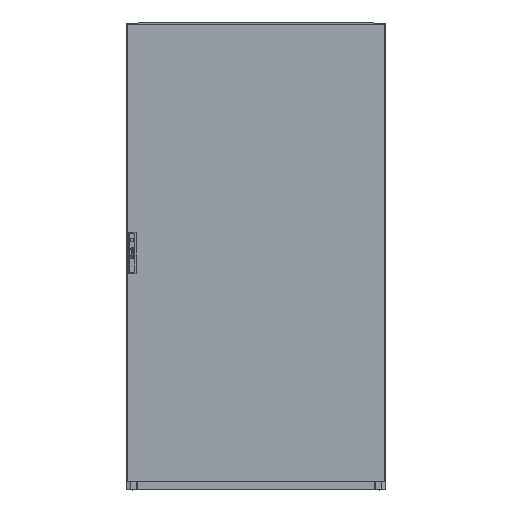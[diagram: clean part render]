
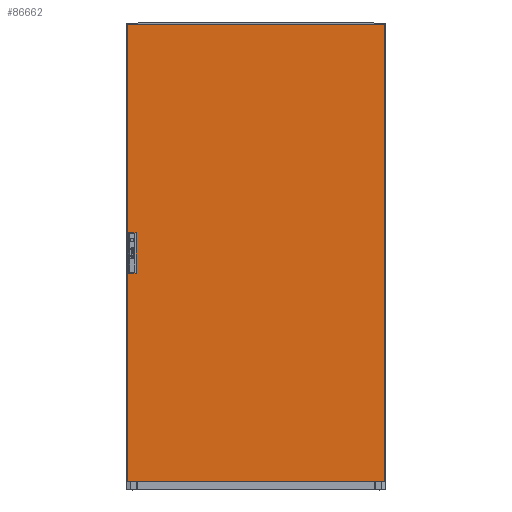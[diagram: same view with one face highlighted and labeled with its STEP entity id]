
A CAD part, top view. The second image highlights one B-rep face of the part: STEP entity #86662.
In plain terms, the highlighted planar face has unit normal (0, 0, 1).
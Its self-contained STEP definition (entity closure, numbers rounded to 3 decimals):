
#255 = VECTOR ( 'NONE', #97198, 1000. ) ;
#1075 = LINE ( 'NONE', #95878, #99899 ) ;
#2274 = CARTESIAN_POINT ( 'NONE',  ( 0., 0., 0. ) ) ;
#3270 = LINE ( 'NONE', #120723, #102109 ) ;
#4423 = VERTEX_POINT ( 'NONE', #76131 ) ;
#6471 = VECTOR ( 'NONE', #38057, 1000. ) ;
#6482 = CARTESIAN_POINT ( 'NONE',  ( -497., 883.5, 0. ) ) ;
#7942 = AXIS2_PLACEMENT_3D ( 'NONE', #2274, #11879, #78809 ) ;
#11879 = DIRECTION ( 'NONE',  ( 0., 0., 1. ) ) ;
#13639 = DIRECTION ( 'NONE',  ( 0., -1., 0. ) ) ;
#17139 = VERTEX_POINT ( 'NONE', #44942 ) ;
#18348 = LINE ( 'NONE', #109660, #117199 ) ;
#19747 = DIRECTION ( 'NONE',  ( 1., 0., 0. ) ) ;
#20614 = FACE_OUTER_BOUND ( 'NONE', #37483, .T. ) ;
#21603 = VERTEX_POINT ( 'NONE', #42495 ) ;
#22706 = CARTESIAN_POINT ( 'NONE',  ( -463., 78.5, 0. ) ) ;
#22868 = EDGE_CURVE ( 'NONE', #122916, #106996, #79578, .T. ) ;
#23588 = LINE ( 'NONE', #37649, #71440 ) ;
#25097 = ORIENTED_EDGE ( 'NONE', *, *, #103395, .F. ) ;
#27528 = CARTESIAN_POINT ( 'NONE',  ( -497., 883.5, 0. ) ) ;
#28757 = VECTOR ( 'NONE', #75143, 1000. ) ;
#30778 = PLANE ( 'NONE',  #7942 ) ;
#37483 = EDGE_LOOP ( 'NONE', ( #63521, #118826, #114578, #91026 ) ) ;
#37649 = CARTESIAN_POINT ( 'NONE',  ( -497., -883.5, 0. ) ) ;
#38057 = DIRECTION ( 'NONE',  ( 0., 1., 0. ) ) ;
#38387 = CARTESIAN_POINT ( 'NONE',  ( -463., -78.5, 0. ) ) ;
#41974 = EDGE_CURVE ( 'NONE', #58412, #106085, #18348, .T. ) ;
#42495 = CARTESIAN_POINT ( 'NONE',  ( 497., 883.5, 0. ) ) ;
#44942 = CARTESIAN_POINT ( 'NONE',  ( -493.4, -78.5, 0. ) ) ;
#56992 = EDGE_CURVE ( 'NONE', #106996, #73780, #23588, .T. ) ;
#57352 = LINE ( 'NONE', #95372, #6471 ) ;
#57753 = ORIENTED_EDGE ( 'NONE', *, *, #119677, .F. ) ;
#58412 = VERTEX_POINT ( 'NONE', #22706 ) ;
#62789 = EDGE_CURVE ( 'NONE', #21603, #122916, #115538, .T. ) ;
#63521 = ORIENTED_EDGE ( 'NONE', *, *, #82631, .T. ) ;
#63583 = ORIENTED_EDGE ( 'NONE', *, *, #41974, .T. ) ;
#64167 = EDGE_LOOP ( 'NONE', ( #80837, #63583, #57753, #25097 ) ) ;
#69035 = LINE ( 'NONE', #70974, #119951 ) ;
#70974 = CARTESIAN_POINT ( 'NONE',  ( -493.4, 0., 0. ) ) ;
#71440 = VECTOR ( 'NONE', #123803, 1000. ) ;
#71539 = DIRECTION ( 'NONE',  ( 0., -1., 0. ) ) ;
#73780 = VERTEX_POINT ( 'NONE', #89992 ) ;
#75143 = DIRECTION ( 'NONE',  ( 0., -1., 0. ) ) ;
#76131 = CARTESIAN_POINT ( 'NONE',  ( -493.4, 78.5, 0. ) ) ;
#78302 = CARTESIAN_POINT ( 'NONE',  ( -497., 883.5, 0. ) ) ;
#78809 = DIRECTION ( 'NONE',  ( 1., 0., 0. ) ) ;
#79578 = LINE ( 'NONE', #27528, #28757 ) ;
#80837 = ORIENTED_EDGE ( 'NONE', *, *, #90308, .T. ) ;
#82631 = EDGE_CURVE ( 'NONE', #73780, #21603, #57352, .T. ) ;
#84572 = CARTESIAN_POINT ( 'NONE',  ( -497., -883.5, 0. ) ) ;
#86662 = ADVANCED_FACE ( 'NONE', ( #93930, #20614 ), #30778, .T. ) ;
#89992 = CARTESIAN_POINT ( 'NONE',  ( 497., -883.5, 0. ) ) ;
#90308 = EDGE_CURVE ( 'NONE', #4423, #58412, #3270, .T. ) ;
#91026 = ORIENTED_EDGE ( 'NONE', *, *, #56992, .T. ) ;
#93930 = FACE_BOUND ( 'NONE', #64167, .T. ) ;
#95372 = CARTESIAN_POINT ( 'NONE',  ( 497., 883.5, 0. ) ) ;
#95878 = CARTESIAN_POINT ( 'NONE',  ( -493.4, -78.5, 0. ) ) ;
#97198 = DIRECTION ( 'NONE',  ( -1., 0., 0. ) ) ;
#99899 = VECTOR ( 'NONE', #19747, 1000. ) ;
#102109 = VECTOR ( 'NONE', #111504, 1000. ) ;
#103395 = EDGE_CURVE ( 'NONE', #4423, #17139, #69035, .T. ) ;
#106085 = VERTEX_POINT ( 'NONE', #38387 ) ;
#106996 = VERTEX_POINT ( 'NONE', #84572 ) ;
#109660 = CARTESIAN_POINT ( 'NONE',  ( -463., 0., 0. ) ) ;
#111504 = DIRECTION ( 'NONE',  ( 1., 0., 0. ) ) ;
#114578 = ORIENTED_EDGE ( 'NONE', *, *, #22868, .T. ) ;
#115538 = LINE ( 'NONE', #78302, #255 ) ;
#117199 = VECTOR ( 'NONE', #71539, 1000. ) ;
#118826 = ORIENTED_EDGE ( 'NONE', *, *, #62789, .T. ) ;
#119677 = EDGE_CURVE ( 'NONE', #17139, #106085, #1075, .T. ) ;
#119951 = VECTOR ( 'NONE', #13639, 1000. ) ;
#120723 = CARTESIAN_POINT ( 'NONE',  ( -493.4, 78.5, 0. ) ) ;
#122916 = VERTEX_POINT ( 'NONE', #6482 ) ;
#123803 = DIRECTION ( 'NONE',  ( 1., 0., 0. ) ) ;
